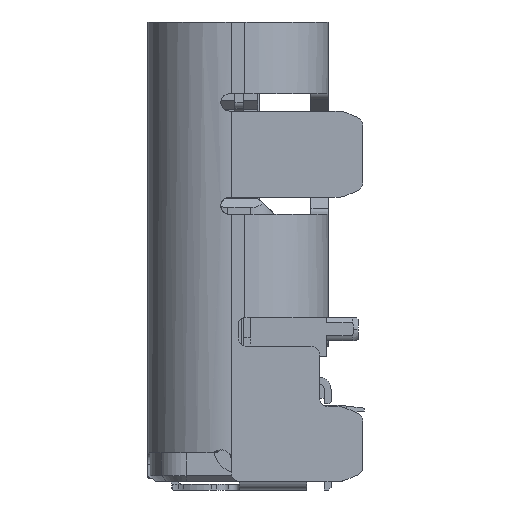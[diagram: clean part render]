
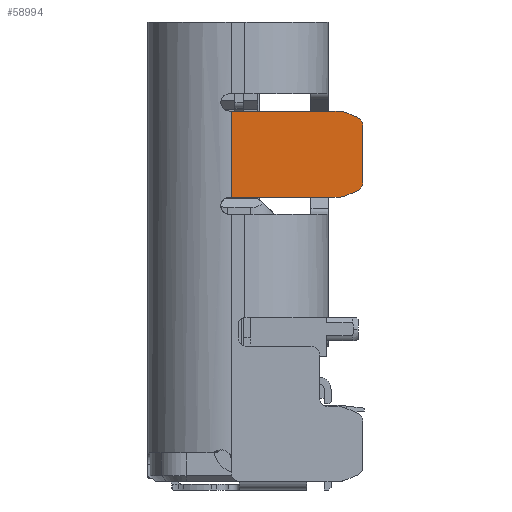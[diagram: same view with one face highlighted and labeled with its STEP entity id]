
A CAD part, left-side view. The second image highlights one B-rep face of the part: STEP entity #58994.
In plain terms, the highlighted planar face has unit normal (-1, 0, 0).
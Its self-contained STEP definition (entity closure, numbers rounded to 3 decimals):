
#2319 = DIRECTION ( 'NONE',  ( 0., 0., 1. ) ) ;
#2785 = CARTESIAN_POINT ( 'NONE',  ( -4.47, 0.12, 1.65 ) ) ;
#3531 = DIRECTION ( 'NONE',  ( 1., 0., 0. ) ) ;
#3851 = CARTESIAN_POINT ( 'NONE',  ( -4.47, -2.02, 1.899 ) ) ;
#4074 = ORIENTED_EDGE ( 'NONE', *, *, #65434, .T. ) ;
#5378 = VECTOR ( 'NONE', #2319, 1000. ) ;
#5958 = FACE_OUTER_BOUND ( 'NONE', #66192, .T. ) ;
#6023 = EDGE_CURVE ( 'NONE', #46417, #42498, #24069, .T. ) ;
#6749 = EDGE_CURVE ( 'NONE', #32382, #48640, #7587, .T. ) ;
#7587 = CIRCLE ( 'NONE', #54494, 0.15 ) ;
#7960 = ORIENTED_EDGE ( 'NONE', *, *, #48621, .F. ) ;
#10190 = ORIENTED_EDGE ( 'NONE', *, *, #6749, .F. ) ;
#10255 = VERTEX_POINT ( 'NONE', #25346 ) ;
#11278 = DIRECTION ( 'NONE',  ( 0., -0.394, 0.919 ) ) ;
#12898 = ORIENTED_EDGE ( 'NONE', *, *, #49403, .F. ) ;
#13170 = EDGE_CURVE ( 'NONE', #37317, #46417, #58211, .T. ) ;
#13634 = EDGE_CURVE ( 'NONE', #58125, #32382, #51260, .T. ) ;
#13826 = CARTESIAN_POINT ( 'NONE',  ( -4.47, -1.877, 1.674 ) ) ;
#14022 = VERTEX_POINT ( 'NONE', #55634 ) ;
#15111 = VECTOR ( 'NONE', #44528, 1000. ) ;
#17146 = ORIENTED_EDGE ( 'NONE', *, *, #62486, .T. ) ;
#17240 = CARTESIAN_POINT ( 'NONE',  ( -4.47, -2.079, 3.039 ) ) ;
#17964 = CIRCLE ( 'NONE', #36464, 0.3 ) ;
#18020 = CARTESIAN_POINT ( 'NONE',  ( -4.47, -2.17, 1.899 ) ) ;
#18271 = VERTEX_POINT ( 'NONE', #55568 ) ;
#18850 = DIRECTION ( 'NONE',  ( 1., 0., 0. ) ) ;
#19786 = CARTESIAN_POINT ( 'NONE',  ( -4.47, 0.12, 3.15 ) ) ;
#22581 = ORIENTED_EDGE ( 'NONE', *, *, #13634, .F. ) ;
#22613 = DIRECTION ( 'NONE',  ( 1., 0., 0. ) ) ;
#22994 = DIRECTION ( 'NONE',  ( 0., 0., 1. ) ) ;
#23336 = EDGE_CURVE ( 'NONE', #18271, #58125, #26117, .T. ) ;
#24052 = DIRECTION ( 'NONE',  ( 0., 0., -1. ) ) ;
#24069 = LINE ( 'NONE', #55135, #15111 ) ;
#24882 = LINE ( 'NONE', #19786, #25318 ) ;
#24896 = AXIS2_PLACEMENT_3D ( 'NONE', #46904, #22613, #22994 ) ;
#25318 = VECTOR ( 'NONE', #24052, 1000. ) ;
#25346 = CARTESIAN_POINT ( 'NONE',  ( -4.47, -1.758, 1.65 ) ) ;
#25365 = DIRECTION ( 'NONE',  ( 0., -1., 0. ) ) ;
#25953 = LINE ( 'NONE', #46156, #44028 ) ;
#26117 = CIRCLE ( 'NONE', #24896, 0.3 ) ;
#26784 = DIRECTION ( 'NONE',  ( 0., 1., 0. ) ) ;
#31095 = CARTESIAN_POINT ( 'NONE',  ( -4.47, -2.02, 2.901 ) ) ;
#32382 = VERTEX_POINT ( 'NONE', #17240 ) ;
#32574 = DIRECTION ( 'NONE',  ( 1., 0., 0. ) ) ;
#33713 = LINE ( 'NONE', #18020, #5378 ) ;
#34386 = VECTOR ( 'NONE', #39152, 1000. ) ;
#36464 = AXIS2_PLACEMENT_3D ( 'NONE', #65645, #18850, #60502 ) ;
#37317 = VERTEX_POINT ( 'NONE', #53227 ) ;
#38818 = LINE ( 'NONE', #48714, #34386 ) ;
#39152 = DIRECTION ( 'NONE',  ( 0., -1., 0. ) ) ;
#39251 = AXIS2_PLACEMENT_3D ( 'NONE', #64359, #32574, #26784 ) ;
#40330 = CARTESIAN_POINT ( 'NONE',  ( -4.47, -1.877, 3.126 ) ) ;
#41872 = AXIS2_PLACEMENT_3D ( 'NONE', #3851, #3531, #25365 ) ;
#42498 = VERTEX_POINT ( 'NONE', #13826 ) ;
#44028 = VECTOR ( 'NONE', #46800, 1000. ) ;
#44528 = DIRECTION ( 'NONE',  ( 0., 0.919, -0.394 ) ) ;
#45986 = VECTOR ( 'NONE', #50908, 1000. ) ;
#46156 = CARTESIAN_POINT ( 'NONE',  ( -4.47, 0.12, 1.65 ) ) ;
#46417 = VERTEX_POINT ( 'NONE', #61476 ) ;
#46800 = DIRECTION ( 'NONE',  ( 0., -1., 0. ) ) ;
#46904 = CARTESIAN_POINT ( 'NONE',  ( -4.47, -1.758, 2.85 ) ) ;
#46937 = CARTESIAN_POINT ( 'NONE',  ( -4.47, -1.877, 3.126 ) ) ;
#47370 = VERTEX_POINT ( 'NONE', #2785 ) ;
#48621 = EDGE_CURVE ( 'NONE', #42498, #10255, #17964, .T. ) ;
#48640 = VERTEX_POINT ( 'NONE', #57063 ) ;
#48714 = CARTESIAN_POINT ( 'NONE',  ( -4.47, 0.12, 3.15 ) ) ;
#49403 = EDGE_CURVE ( 'NONE', #14022, #18271, #38818, .T. ) ;
#50504 = ORIENTED_EDGE ( 'NONE', *, *, #55217, .T. ) ;
#50908 = DIRECTION ( 'NONE',  ( 0., -0.919, -0.394 ) ) ;
#51260 = LINE ( 'NONE', #40330, #45986 ) ;
#52192 = ORIENTED_EDGE ( 'NONE', *, *, #6023, .F. ) ;
#53227 = CARTESIAN_POINT ( 'NONE',  ( -4.47, -2.17, 1.899 ) ) ;
#54494 = AXIS2_PLACEMENT_3D ( 'NONE', #31095, #62181, #11278 ) ;
#55135 = CARTESIAN_POINT ( 'NONE',  ( -4.47, -2.079, 1.761 ) ) ;
#55217 = EDGE_CURVE ( 'NONE', #37317, #48640, #33713, .T. ) ;
#55568 = CARTESIAN_POINT ( 'NONE',  ( -4.47, -1.758, 3.15 ) ) ;
#55634 = CARTESIAN_POINT ( 'NONE',  ( -4.47, 0.12, 3.15 ) ) ;
#57063 = CARTESIAN_POINT ( 'NONE',  ( -4.47, -2.17, 2.901 ) ) ;
#57878 = ORIENTED_EDGE ( 'NONE', *, *, #13170, .F. ) ;
#58125 = VERTEX_POINT ( 'NONE', #46937 ) ;
#58211 = CIRCLE ( 'NONE', #41872, 0.15 ) ;
#58530 = PLANE ( 'NONE',  #39251 ) ;
#58994 = ADVANCED_FACE ( 'NONE', ( #5958 ), #58530, .F. ) ;
#60181 = ORIENTED_EDGE ( 'NONE', *, *, #23336, .F. ) ;
#60502 = DIRECTION ( 'NONE',  ( 0., -0.394, -0.919 ) ) ;
#61476 = CARTESIAN_POINT ( 'NONE',  ( -4.47, -2.079, 1.761 ) ) ;
#62181 = DIRECTION ( 'NONE',  ( 1., 0., 0. ) ) ;
#62486 = EDGE_CURVE ( 'NONE', #14022, #47370, #24882, .T. ) ;
#64359 = CARTESIAN_POINT ( 'NONE',  ( -4.47, -0.12, -3.3 ) ) ;
#65434 = EDGE_CURVE ( 'NONE', #47370, #10255, #25953, .T. ) ;
#65645 = CARTESIAN_POINT ( 'NONE',  ( -4.47, -1.758, 1.95 ) ) ;
#66192 = EDGE_LOOP ( 'NONE', ( #60181, #12898, #17146, #4074, #7960, #52192, #57878, #50504, #10190, #22581 ) ) ;
